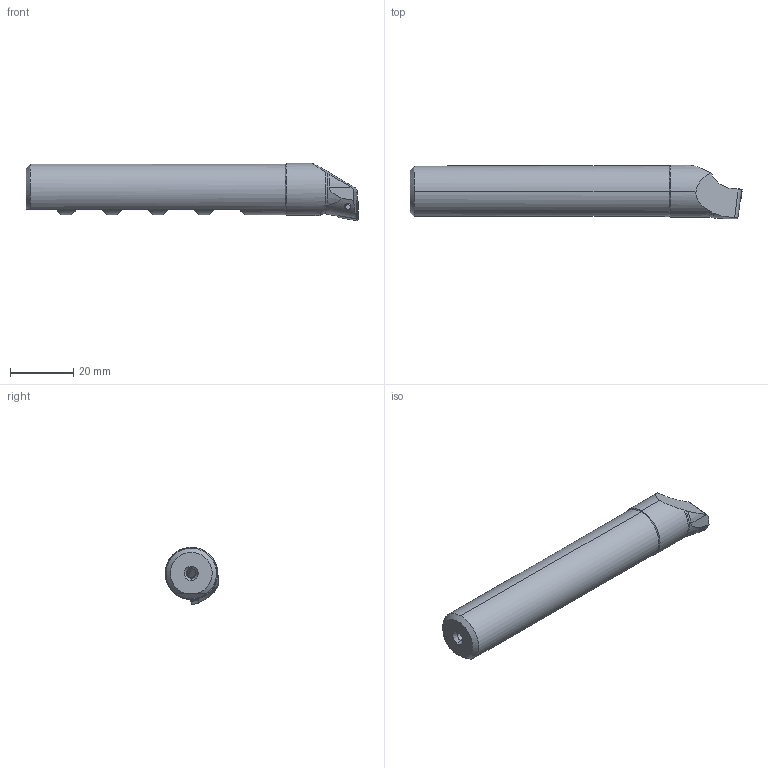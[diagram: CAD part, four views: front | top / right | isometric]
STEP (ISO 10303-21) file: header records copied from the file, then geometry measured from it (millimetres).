
FILE_DESCRIPTION (( 'STEP AP203' ), '1' );
FILE_NAME ('272.020.006C.STEP', '2024-08-27T08:53:08', ( '' ), ( '' ), 'SwSTEP 2.0', 'SolidWorks 2022', '' );
FILE_SCHEMA (( 'CONFIG_CONTROL_DESIGN' ));
Length unit declared in the file: millimetre
Products named in the file (4): CCMT060204; 272.020.006C; B20-WCA.K11.105_B; WCA-ER2.001.006_A
Assembly tree (3 placements, depth 2):
  272.020.006C
    B20-WCA.K11.105_B
    CCMT060204
    WCA-ER2.001.006_A
Bounding box: 105 x 16.98 x 18.12 mm (x, y, z)
Volume: 18365.5 mm3; surface area: 6522.3 mm2
Topology: 3 solids, 3 shells, 135 faces, 345 edges, 213 vertices
Faces by surface type: plane 42, cylinder 39, cone 29, bspline 13, torus 10, sphere 2
Entity records: 4942 total; most frequent: CARTESIAN_POINT 1501, ORIENTED_EDGE 682, DIRECTION 591, EDGE_CURVE 341, AXIS2_PLACEMENT_3D 229, VERTEX_POINT 213, EDGE_LOOP 142, ADVANCED_FACE 135
